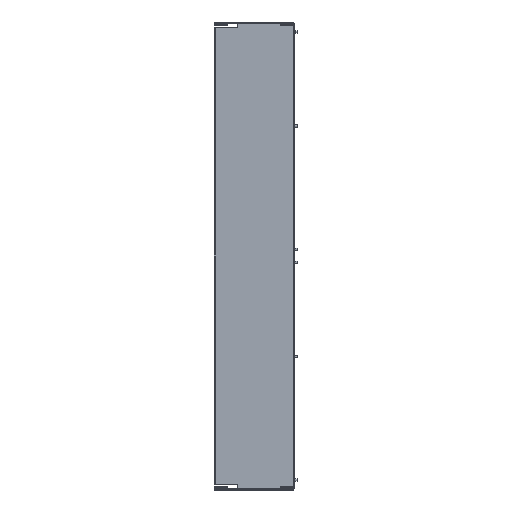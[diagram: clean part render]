
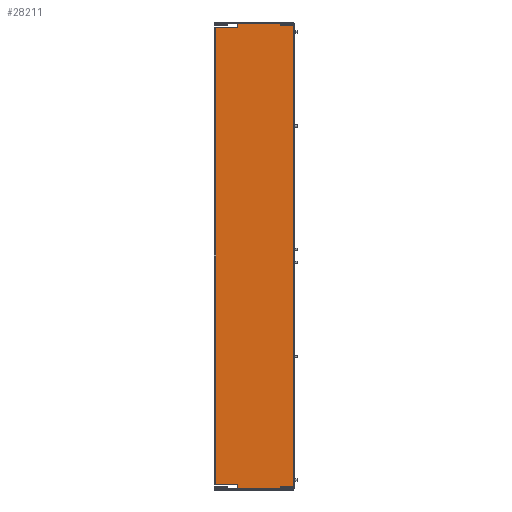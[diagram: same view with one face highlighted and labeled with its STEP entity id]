
A CAD part, left-side view. The second image highlights one B-rep face of the part: STEP entity #28211.
In plain terms, the highlighted planar face has unit normal (-1, 0, 0).
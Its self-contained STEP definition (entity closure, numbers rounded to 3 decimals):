
#42 = EDGE_CURVE ( 'NONE', #20699, #13248, #1906, .T. ) ;
#213 = CARTESIAN_POINT ( 'NONE',  ( 0., 0., 0. ) ) ;
#1906 = LINE ( 'NONE', #7206, #22923 ) ;
#2402 = DIRECTION ( 'NONE',  ( 0., 1., 0. ) ) ;
#2406 = VERTEX_POINT ( 'NONE', #5753 ) ;
#2949 = EDGE_CURVE ( 'NONE', #31837, #12101, #33512, .T. ) ;
#2971 = CARTESIAN_POINT ( 'NONE',  ( 0., 1., 750. ) ) ;
#3206 = LINE ( 'NONE', #11261, #19921 ) ;
#4037 = CARTESIAN_POINT ( 'NONE',  ( 0., 0., 0. ) ) ;
#4053 = VERTEX_POINT ( 'NONE', #18761 ) ;
#4117 = VECTOR ( 'NONE', #4612, 1000. ) ;
#4612 = DIRECTION ( 'NONE',  ( 0., 1., 0. ) ) ;
#5753 = CARTESIAN_POINT ( 'NONE',  ( 0., 90.5, 0. ) ) ;
#6244 = CARTESIAN_POINT ( 'NONE',  ( 0., 90.5, 0. ) ) ;
#6895 = LINE ( 'NONE', #12032, #15646 ) ;
#6954 = DIRECTION ( 'NONE',  ( 0., 1., 0. ) ) ;
#7206 = CARTESIAN_POINT ( 'NONE',  ( 0., 1., 0. ) ) ;
#7589 = DIRECTION ( 'NONE',  ( 0., -1., 0. ) ) ;
#7745 = LINE ( 'NONE', #213, #28848 ) ;
#7976 = CARTESIAN_POINT ( 'NONE',  ( 0., 90.5, 743. ) ) ;
#8057 = CARTESIAN_POINT ( 'NONE',  ( 0., 0., 750. ) ) ;
#11261 = CARTESIAN_POINT ( 'NONE',  ( 0., 126., 0. ) ) ;
#11306 = CARTESIAN_POINT ( 'NONE',  ( 0., 90.5, 750. ) ) ;
#11622 = AXIS2_PLACEMENT_3D ( 'NONE', #4037, #30012, #6954 ) ;
#11732 = CARTESIAN_POINT ( 'NONE',  ( 0., 126., 743. ) ) ;
#12012 = CARTESIAN_POINT ( 'NONE',  ( 0., 126., 7. ) ) ;
#12032 = CARTESIAN_POINT ( 'NONE',  ( 0., 90.5, 0. ) ) ;
#12092 = ORIENTED_EDGE ( 'NONE', *, *, #18253, .T. ) ;
#12101 = VERTEX_POINT ( 'NONE', #11732 ) ;
#12662 = CARTESIAN_POINT ( 'NONE',  ( 0., 0., 743. ) ) ;
#12791 = VECTOR ( 'NONE', #2402, 1000. ) ;
#13248 = VERTEX_POINT ( 'NONE', #17835 ) ;
#15646 = VECTOR ( 'NONE', #32891, 1000. ) ;
#15729 = ORIENTED_EDGE ( 'NONE', *, *, #23871, .T. ) ;
#15788 = LINE ( 'NONE', #8057, #12791 ) ;
#15819 = EDGE_CURVE ( 'NONE', #2406, #13248, #7745, .T. ) ;
#16741 = DIRECTION ( 'NONE',  ( 0., 0., -1. ) ) ;
#17800 = ORIENTED_EDGE ( 'NONE', *, *, #33284, .F. ) ;
#17835 = CARTESIAN_POINT ( 'NONE',  ( 0., 1., 0. ) ) ;
#18253 = EDGE_CURVE ( 'NONE', #30357, #4053, #21500, .T. ) ;
#18279 = VECTOR ( 'NONE', #16741, 1000. ) ;
#18761 = CARTESIAN_POINT ( 'NONE',  ( 0., 90.5, 7. ) ) ;
#18806 = VERTEX_POINT ( 'NONE', #11306 ) ;
#18857 = EDGE_LOOP ( 'NONE', ( #15729, #24234, #17800, #12092, #24835, #33527, #24116, #21248 ) ) ;
#18882 = VECTOR ( 'NONE', #24079, 1000. ) ;
#19759 = DIRECTION ( 'NONE',  ( 0., 0., -1. ) ) ;
#19921 = VECTOR ( 'NONE', #32281, 1000. ) ;
#20017 = PLANE ( 'NONE',  #11622 ) ;
#20545 = EDGE_CURVE ( 'NONE', #4053, #2406, #32413, .T. ) ;
#20699 = VERTEX_POINT ( 'NONE', #2971 ) ;
#21248 = ORIENTED_EDGE ( 'NONE', *, *, #29290, .T. ) ;
#21500 = LINE ( 'NONE', #32523, #18882 ) ;
#21907 = FACE_OUTER_BOUND ( 'NONE', #18857, .T. ) ;
#22923 = VECTOR ( 'NONE', #19759, 1000. ) ;
#23871 = EDGE_CURVE ( 'NONE', #18806, #31837, #6895, .T. ) ;
#24079 = DIRECTION ( 'NONE',  ( 0., -1., 0. ) ) ;
#24116 = ORIENTED_EDGE ( 'NONE', *, *, #42, .F. ) ;
#24234 = ORIENTED_EDGE ( 'NONE', *, *, #2949, .T. ) ;
#24835 = ORIENTED_EDGE ( 'NONE', *, *, #20545, .T. ) ;
#28211 = ADVANCED_FACE ( 'NONE', ( #21907 ), #20017, .F. ) ;
#28848 = VECTOR ( 'NONE', #7589, 1000. ) ;
#29290 = EDGE_CURVE ( 'NONE', #20699, #18806, #15788, .T. ) ;
#30012 = DIRECTION ( 'NONE',  ( 1., 0., 0. ) ) ;
#30357 = VERTEX_POINT ( 'NONE', #12012 ) ;
#31837 = VERTEX_POINT ( 'NONE', #7976 ) ;
#32281 = DIRECTION ( 'NONE',  ( 0., 0., 1. ) ) ;
#32413 = LINE ( 'NONE', #6244, #18279 ) ;
#32523 = CARTESIAN_POINT ( 'NONE',  ( 0., 0., 7. ) ) ;
#32891 = DIRECTION ( 'NONE',  ( 0., 0., -1. ) ) ;
#33284 = EDGE_CURVE ( 'NONE', #30357, #12101, #3206, .T. ) ;
#33512 = LINE ( 'NONE', #12662, #4117 ) ;
#33527 = ORIENTED_EDGE ( 'NONE', *, *, #15819, .T. ) ;
